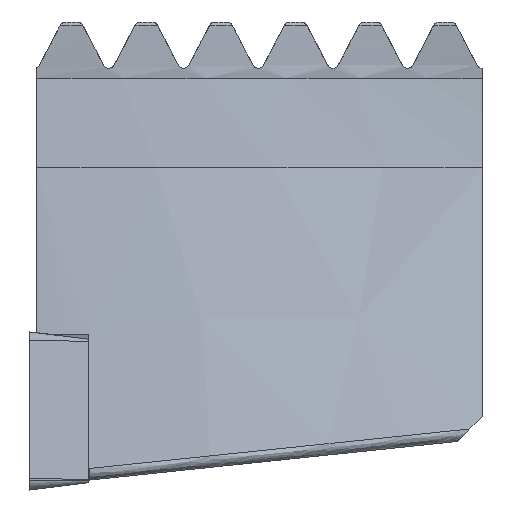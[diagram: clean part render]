
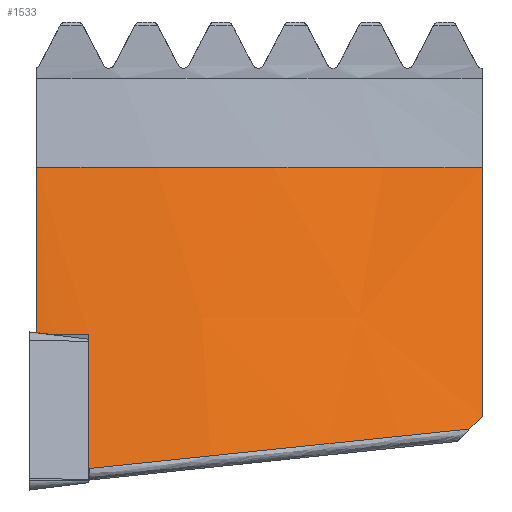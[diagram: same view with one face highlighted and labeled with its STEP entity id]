
A CAD part, left-side view. The second image highlights one B-rep face of the part: STEP entity #1533.
In plain terms, the highlighted conical face has half-angle 10 degrees and reference radius 57.421 mm.
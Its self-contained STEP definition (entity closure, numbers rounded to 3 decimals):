
#1235=EDGE_CURVE('NONE',#1585,#1395,#3562,.T.);
#1331=VERTEX_POINT('NONE',#3668);
#1395=VERTEX_POINT('NONE',#3739);
#1533=ADVANCED_FACE('NONE',(#3894),#3895,.T.);
#1585=VERTEX_POINT('NONE',#3951);
#1745=EDGE_CURVE('NONE',#3089,#2905,#4124,.F.);
#1959=VERTEX_POINT('NONE',#4356);
#2305=EDGE_CURVE('NONE',#2349,#1395,#4734,.F.);
#2309=EDGE_CURVE('NONE',#1585,#3089,#4738,.T.);
#2349=VERTEX_POINT('NONE',#4782);
#2463=EDGE_CURVE('NONE',#1959,#3033,#4910,.T.);
#2541=EDGE_CURVE('NONE',#1331,#2905,#4997,.T.);
#2597=EDGE_CURVE('NONE',#3033,#1331,#5060,.T.);
#2629=EDGE_CURVE('NONE',#2637,#1959,#5093,.T.);
#2637=VERTEX_POINT('NONE',#5101);
#2653=EDGE_CURVE('NONE',#2637,#2349,#5117,.T.);
#2905=VERTEX_POINT('NONE',#5399);
#3033=VERTEX_POINT('NONE',#5539);
#3089=VERTEX_POINT('NONE',#5599);
#3562=CIRCLE('',#6117,57.421);
#3668=CARTESIAN_POINT('',(0.97,-4.774,1.73));
#3739=CARTESIAN_POINT('',(5.079,-0.56,25.929));
#3894=FACE_OUTER_BOUND('',#6708,.T.);
#3895=CONICAL_SURFACE('',#6709,57.421,0.175);
#3951=CARTESIAN_POINT('',(17.766,-36.36,25.929));
#4124=ELLIPSE('',#8064,98.231,68.371);
#4356=CARTESIAN_POINT('',(2.867,-4.76,12.465));
#4734=LINE('',#9046,#9047);
#4738=(B_SPLINE_CURVE(2,(#9053,#9054,#9055),.UNSPECIFIED.,.F.,.F.)B_SPLINE_CURVE_WITH_KNOTS((3,3),(1.362,21.872),.UNSPECIFIED.)RATIONAL_B_SPLINE_CURVE((1.,1.001,1.))BOUNDED_CURVE()REPRESENTATION_ITEM('')GEOMETRIC_REPRESENTATION_ITEM()CURVE());
#4782=CARTESIAN_POINT('',(2.735,-0.56,12.636));
#4910=(B_SPLINE_CURVE(2,(#9355,#9356,#9357),.UNSPECIFIED.,.F.,.F.)B_SPLINE_CURVE_WITH_KNOTS((3,3),(1.305,12.206),.UNSPECIFIED.)RATIONAL_B_SPLINE_CURVE((1.,1.,1.))BOUNDED_CURVE()REPRESENTATION_ITEM('')GEOMETRIC_REPRESENTATION_ITEM()CURVE());
#4997=B_SPLINE_CURVE_WITH_KNOTS('',3,(#9472,#9473,#9474,#9475,#9476,#9477,#9478,#9479,#9480,#9481,#9482,#9483,#9484),.UNSPECIFIED.,.F.,.F.,(4,3,3,3,4),(0.0,0.2,0.71,0.833,1.0),.UNSPECIFIED.);
#5060=CIRCLE('',#9588,61.688);
#5093=CIRCLE('',#9646,59.795);
#5101=CARTESIAN_POINT('',(2.729,-2.06,12.465));
#5117=ELLIPSE('',#9683,60.172,59.773);
#5399=CARTESIAN_POINT('',(12.384,-35.361,4.904));
#5539=CARTESIAN_POINT('',(0.969,-4.76,1.73));
#5599=CARTESIAN_POINT('',(13.315,-36.36,5.903));
#6117=AXIS2_PLACEMENT_3D('',#11310,#11311,#11312);
#6708=EDGE_LOOP('',(#11763,#11764,#11765,#11766,#11767,#11768,#11769,#11770,#11771));
#6709=AXIS2_PLACEMENT_3D('',#11772,#11773,#11774);
#8064=AXIS2_PLACEMENT_3D('',#11991,#11992,#11993);
#9046=CARTESIAN_POINT('',(3.907,-0.56,19.282));
#9047=VECTOR('',#12710,1.0);
#9053=CARTESIAN_POINT('',(17.766,-36.36,25.929));
#9054=CARTESIAN_POINT('',(15.607,-36.36,16.39));
#9055=CARTESIAN_POINT('',(13.315,-36.36,5.903));
#9355=CARTESIAN_POINT('',(2.867,-4.76,12.465));
#9356=CARTESIAN_POINT('',(1.933,-4.76,7.182));
#9357=CARTESIAN_POINT('',(0.969,-4.76,1.73));
#9472=CARTESIAN_POINT('',(0.97,-4.774,1.73));
#9473=CARTESIAN_POINT('',(1.168,-6.966,1.958));
#9474=CARTESIAN_POINT('',(1.483,-9.148,2.184));
#9475=CARTESIAN_POINT('',(1.913,-11.307,2.408));
#9476=CARTESIAN_POINT('',(3.009,-16.811,2.979));
#9477=CARTESIAN_POINT('',(4.86,-22.165,3.535));
#9478=CARTESIAN_POINT('',(7.4,-27.174,4.054));
#9479=CARTESIAN_POINT('',(8.016,-28.389,4.181));
#9480=CARTESIAN_POINT('',(8.672,-29.584,4.304));
#9481=CARTESIAN_POINT('',(9.368,-30.756,4.426));
#9482=CARTESIAN_POINT('',(10.304,-32.335,4.59));
#9483=CARTESIAN_POINT('',(11.311,-33.872,4.749));
#9484=CARTESIAN_POINT('',(12.384,-35.361,4.904));
#9588=AXIS2_PLACEMENT_3D('',#13118,#13119,#13120);
#9646=AXIS2_PLACEMENT_3D('',#13147,#13148,#13149);
#9683=AXIS2_PLACEMENT_3D('',#13161,#13162,#13163);
#11310=CARTESIAN_POINT('',(62.5,-0.36,25.929));
#11311=DIRECTION('',(0.,0.,-1.0));
#11312=DIRECTION('',(0.,1.0,0.));
#11763=ORIENTED_EDGE('',*,*,#1745,.F.);
#11764=ORIENTED_EDGE('',*,*,#2309,.F.);
#11765=ORIENTED_EDGE('',*,*,#1235,.T.);
#11766=ORIENTED_EDGE('',*,*,#2305,.F.);
#11767=ORIENTED_EDGE('',*,*,#2653,.F.);
#11768=ORIENTED_EDGE('',*,*,#2629,.T.);
#11769=ORIENTED_EDGE('',*,*,#2463,.T.);
#11770=ORIENTED_EDGE('',*,*,#2597,.T.);
#11771=ORIENTED_EDGE('',*,*,#2541,.T.);
#11772=CARTESIAN_POINT('',(62.5,-0.36,25.929));
#11773=DIRECTION('',(0.,0.,-1.0));
#11774=DIRECTION('',(0.,1.0,0.));
#11991=CARTESIAN_POINT('',(62.5,11.888,-42.345));
#11992=DIRECTION('',(0.,0.707,0.707));
#11993=DIRECTION('',(0.,-0.707,0.707));
#12710=DIRECTION('',(-0.174,0.,-0.985));
#13118=CARTESIAN_POINT('',(62.5,-0.36,1.73));
#13119=DIRECTION('',(0.,0.,1.0));
#13120=DIRECTION('',(0.,1.0,0.));
#13147=CARTESIAN_POINT('',(62.5,-0.36,12.465));
#13148=DIRECTION('',(0.,0.,1.0));
#13149=DIRECTION('',(0.,1.0,0.));
#13161=CARTESIAN_POINT('',(62.5,-1.561,12.522));
#13162=DIRECTION('',(0.,0.113,-0.994));
#13163=DIRECTION('',(0.,-0.994,-0.113));
